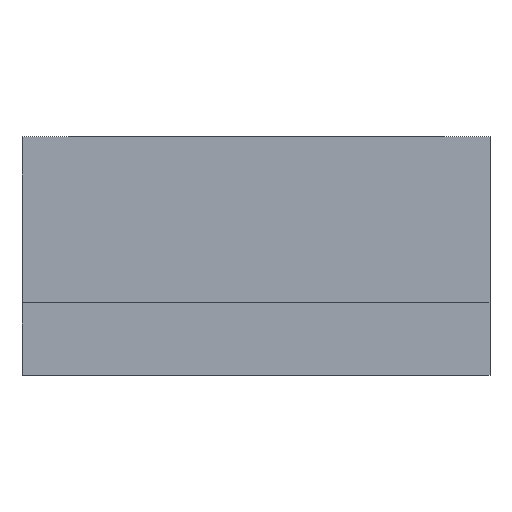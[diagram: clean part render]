
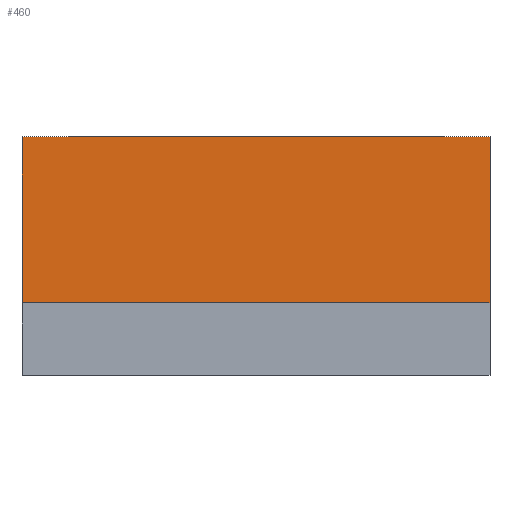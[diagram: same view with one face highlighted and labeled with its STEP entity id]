
A CAD part, front view. The second image highlights one B-rep face of the part: STEP entity #460.
In plain terms, the highlighted planar face has unit normal (0, -1, 0).
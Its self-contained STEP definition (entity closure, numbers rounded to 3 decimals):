
#33=PLANE('',#499);
#56=FACE_OUTER_BOUND('',#80,.T.);
#80=EDGE_LOOP('',(#408,#409,#410,#411,#412,#413));
#112=LINE('',#676,#173);
#119=LINE('',#689,#180);
#126=LINE('',#704,#187);
#140=LINE('',#732,#201);
#141=LINE('',#733,#202);
#142=LINE('',#734,#203);
#173=VECTOR('',#552,10.);
#180=VECTOR('',#563,10.);
#187=VECTOR('',#576,10.);
#201=VECTOR('',#600,10.);
#202=VECTOR('',#601,10.);
#203=VECTOR('',#602,10.);
#231=VERTEX_POINT('',#673);
#232=VERTEX_POINT('',#675);
#236=VERTEX_POINT('',#686);
#241=VERTEX_POINT('',#703);
#249=VERTEX_POINT('',#730);
#250=VERTEX_POINT('',#731);
#280=EDGE_CURVE('',#231,#232,#112,.T.);
#287=EDGE_CURVE('',#232,#236,#119,.T.);
#294=EDGE_CURVE('',#236,#241,#126,.T.);
#308=EDGE_CURVE('',#249,#250,#140,.T.);
#309=EDGE_CURVE('',#249,#241,#141,.T.);
#310=EDGE_CURVE('',#250,#231,#142,.T.);
#408=ORIENTED_EDGE('',*,*,#308,.F.);
#409=ORIENTED_EDGE('',*,*,#309,.T.);
#410=ORIENTED_EDGE('',*,*,#294,.F.);
#411=ORIENTED_EDGE('',*,*,#287,.F.);
#412=ORIENTED_EDGE('',*,*,#280,.F.);
#413=ORIENTED_EDGE('',*,*,#310,.F.);
#460=ADVANCED_FACE('',(#56),#33,.T.);
#499=AXIS2_PLACEMENT_3D('',#729,#598,#599);
#552=DIRECTION('',(-1.,0.,0.));
#563=DIRECTION('',(0.,0.,1.));
#576=DIRECTION('',(-1.,0.,0.));
#598=DIRECTION('center_axis',(0.,-1.,0.));
#599=DIRECTION('ref_axis',(-1.,0.,0.));
#600=DIRECTION('',(1.,0.,0.));
#601=DIRECTION('',(0.,0.,-1.));
#602=DIRECTION('',(0.,0.,-1.));
#673=CARTESIAN_POINT('',(0.,-26.498,2.95));
#675=CARTESIAN_POINT('',(-18.996,-26.498,2.95));
#676=CARTESIAN_POINT('',(-18.996,-26.498,2.95));
#686=CARTESIAN_POINT('',(-18.996,-26.498,9.2));
#689=CARTESIAN_POINT('',(-18.996,-26.498,7.2));
#703=CARTESIAN_POINT('',(-18.998,-26.498,9.2));
#704=CARTESIAN_POINT('',(-18.998,-26.498,9.2));
#729=CARTESIAN_POINT('Origin',(0.,-26.498,9.7));
#730=CARTESIAN_POINT('',(-18.998,-26.498,9.7));
#731=CARTESIAN_POINT('',(0.,-26.498,9.7));
#732=CARTESIAN_POINT('',(-18.998,-26.498,9.7));
#733=CARTESIAN_POINT('',(-18.998,-26.498,9.7));
#734=CARTESIAN_POINT('',(0.,-26.498,9.7));
